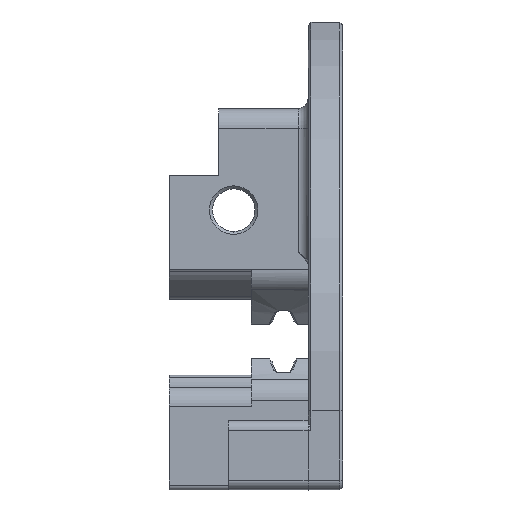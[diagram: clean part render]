
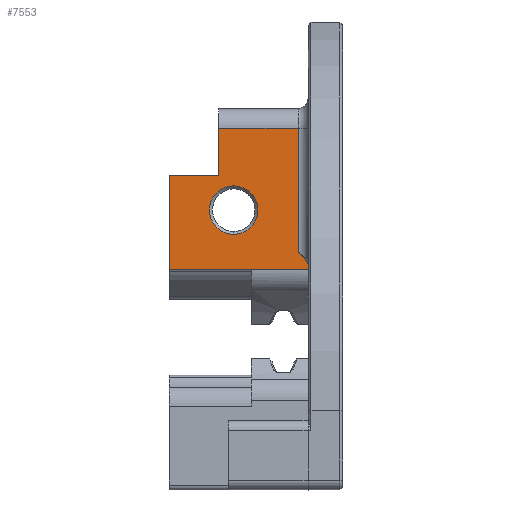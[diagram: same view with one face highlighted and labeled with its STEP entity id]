
A CAD part, front view. The second image highlights one B-rep face of the part: STEP entity #7553.
In plain terms, the highlighted planar face has unit normal (0, -1, 0).
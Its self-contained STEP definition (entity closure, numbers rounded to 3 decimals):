
#264 = DIRECTION ( 'NONE',  ( 0., 0., 1. ) ) ;
#302 = CARTESIAN_POINT ( 'NONE',  ( -10.323, -9.2, 7.341 ) ) ;
#352 = FACE_BOUND ( 'NONE', #8889, .T. ) ;
#456 = CARTESIAN_POINT ( 'NONE',  ( 10.759, -9.2, 7.25 ) ) ;
#517 = CIRCLE ( 'NONE', #6566, 2.447 ) ;
#792 = DIRECTION ( 'NONE',  ( 0., 0., -1. ) ) ;
#793 = CARTESIAN_POINT ( 'NONE',  ( -16.286, -9.2, 7.25 ) ) ;
#964 = LINE ( 'NONE', #5809, #6105 ) ;
#998 = VERTEX_POINT ( 'NONE', #3157 ) ;
#1113 = ORIENTED_EDGE ( 'NONE', *, *, #8453, .F. ) ;
#1118 = CARTESIAN_POINT ( 'NONE',  ( -24.575, -9.2, 7.25 ) ) ;
#1182 = AXIS2_PLACEMENT_3D ( 'NONE', #2354, #7348, #792 ) ;
#1194 = CARTESIAN_POINT ( 'NONE',  ( -18.075, -9.2, 15.697 ) ) ;
#1293 = DIRECTION ( 'NONE',  ( -1., 0., 0. ) ) ;
#1631 = CARTESIAN_POINT ( 'NONE',  ( -10.301, -9.2, 7.25 ) ) ;
#1799 = EDGE_CURVE ( 'NONE', #3086, #4535, #9908, .T. ) ;
#1949 = CARTESIAN_POINT ( 'NONE',  ( -10.624, -9.2, 7.922 ) ) ;
#1991 = DIRECTION ( 'NONE',  ( 0., -1., 0. ) ) ;
#2160 = ORIENTED_EDGE ( 'NONE', *, *, #6349, .T. ) ;
#2248 = CARTESIAN_POINT ( 'NONE',  ( -18.075, -9.2, 10.803 ) ) ;
#2252 = B_SPLINE_CURVE_WITH_KNOTS ( 'NONE', 3,
 ( #2669, #302, #5043, #6874, #9916, #1949, #4265, #7665, #7556, #5887 ),
 .UNSPECIFIED., .F., .F.,
 ( 4, 2, 2, 2, 4 ),
 ( -0.001, -0.001, -0.001, 0., 0.001 ),
 .UNSPECIFIED. ) ;
#2300 = CARTESIAN_POINT ( 'NONE',  ( 10.759, -9.2, 7.25 ) ) ;
#2311 = ORIENTED_EDGE ( 'NONE', *, *, #4039, .F. ) ;
#2354 = CARTESIAN_POINT ( 'NONE',  ( -18.075, -9.2, 13.25 ) ) ;
#2669 = CARTESIAN_POINT ( 'NONE',  ( -10.301, -9.2, 7.25 ) ) ;
#2710 = ORIENTED_EDGE ( 'NONE', *, *, #4212, .T. ) ;
#2873 = DIRECTION ( 'NONE',  ( 0., 1., 0. ) ) ;
#3086 = VERTEX_POINT ( 'NONE', #1194 ) ;
#3157 = CARTESIAN_POINT ( 'NONE',  ( -11.575, -9.2, 21.5 ) ) ;
#3218 = ORIENTED_EDGE ( 'NONE', *, *, #6216, .F. ) ;
#3267 = EDGE_LOOP ( 'NONE', ( #8486, #2710, #2160, #5744, #3218, #2311, #9518, #1113 ) ) ;
#3550 = DIRECTION ( 'NONE',  ( -1., 0., 0. ) ) ;
#3594 = VECTOR ( 'NONE', #264, 1000. ) ;
#3885 = LINE ( 'NONE', #2300, #3947 ) ;
#3947 = VECTOR ( 'NONE', #6928, 1000. ) ;
#4039 = EDGE_CURVE ( 'NONE', #6334, #4826, #9248, .T. ) ;
#4168 = ORIENTED_EDGE ( 'NONE', *, *, #1799, .T. ) ;
#4174 = DIRECTION ( 'NONE',  ( 0., 0., 1. ) ) ;
#4212 = EDGE_CURVE ( 'NONE', #7345, #998, #10169, .T. ) ;
#4265 = CARTESIAN_POINT ( 'NONE',  ( -10.735, -9.2, 8.074 ) ) ;
#4458 = CARTESIAN_POINT ( 'NONE',  ( -19.575, -9.2, 21.5 ) ) ;
#4535 = VERTEX_POINT ( 'NONE', #2248 ) ;
#4557 = EDGE_CURVE ( 'NONE', #7475, #6334, #3885, .T. ) ;
#4826 = VERTEX_POINT ( 'NONE', #5189 ) ;
#5043 = CARTESIAN_POINT ( 'NONE',  ( -10.356, -9.2, 7.43 ) ) ;
#5148 = DIRECTION ( 'NONE',  ( 0., 0., -1. ) ) ;
#5189 = CARTESIAN_POINT ( 'NONE',  ( -24.575, -9.2, 16.75 ) ) ;
#5469 = EDGE_CURVE ( 'NONE', #4535, #3086, #517, .T. ) ;
#5744 = ORIENTED_EDGE ( 'NONE', *, *, #9565, .F. ) ;
#5809 = CARTESIAN_POINT ( 'NONE',  ( -19.575, -9.2, 23.5 ) ) ;
#5887 = CARTESIAN_POINT ( 'NONE',  ( -11.575, -9.2, 9.075 ) ) ;
#5905 = VERTEX_POINT ( 'NONE', #7573 ) ;
#5907 = CARTESIAN_POINT ( 'NONE',  ( 10.759, -9.2, 21.5 ) ) ;
#5920 = VECTOR ( 'NONE', #1293, 1000. ) ;
#5991 = CARTESIAN_POINT ( 'NONE',  ( 10.759, -9.2, 7.25 ) ) ;
#6105 = VECTOR ( 'NONE', #4174, 1000. ) ;
#6216 = EDGE_CURVE ( 'NONE', #4826, #5905, #8397, .T. ) ;
#6334 = VERTEX_POINT ( 'NONE', #1118 ) ;
#6349 = EDGE_CURVE ( 'NONE', #998, #8471, #9939, .T. ) ;
#6373 = DIRECTION ( 'NONE',  ( 0., 0., 1. ) ) ;
#6566 = AXIS2_PLACEMENT_3D ( 'NONE', #9447, #2873, #8646 ) ;
#6723 = CARTESIAN_POINT ( 'NONE',  ( -24.575, -9.2, 16.75 ) ) ;
#6777 = PLANE ( 'NONE',  #8040 ) ;
#6874 = CARTESIAN_POINT ( 'NONE',  ( -10.434, -9.2, 7.6 ) ) ;
#6928 = DIRECTION ( 'NONE',  ( -1., 0., 0. ) ) ;
#7020 = LINE ( 'NONE', #456, #5920 ) ;
#7345 = VERTEX_POINT ( 'NONE', #8619 ) ;
#7348 = DIRECTION ( 'NONE',  ( 0., 1., 0. ) ) ;
#7472 = ORIENTED_EDGE ( 'NONE', *, *, #5469, .T. ) ;
#7475 = VERTEX_POINT ( 'NONE', #793 ) ;
#7553 = ADVANCED_FACE ( 'NONE', ( #352, #9971 ), #6777, .T. ) ;
#7556 = CARTESIAN_POINT ( 'NONE',  ( -11.325, -9.2, 8.797 ) ) ;
#7559 = DIRECTION ( 'NONE',  ( 1., 0., 0. ) ) ;
#7573 = CARTESIAN_POINT ( 'NONE',  ( -19.575, -9.2, 16.75 ) ) ;
#7665 = CARTESIAN_POINT ( 'NONE',  ( -11.078, -9.2, 8.517 ) ) ;
#8026 = EDGE_CURVE ( 'NONE', #9418, #7345, #2252, .T. ) ;
#8040 = AXIS2_PLACEMENT_3D ( 'NONE', #5991, #1991, #5148 ) ;
#8397 = LINE ( 'NONE', #6723, #9239 ) ;
#8453 = EDGE_CURVE ( 'NONE', #9418, #7475, #7020, .T. ) ;
#8471 = VERTEX_POINT ( 'NONE', #4458 ) ;
#8486 = ORIENTED_EDGE ( 'NONE', *, *, #8026, .T. ) ;
#8619 = CARTESIAN_POINT ( 'NONE',  ( -11.575, -9.2, 9.075 ) ) ;
#8646 = DIRECTION ( 'NONE',  ( 0., 0., -1. ) ) ;
#8732 = VECTOR ( 'NONE', #3550, 1000. ) ;
#8889 = EDGE_LOOP ( 'NONE', ( #7472, #4168 ) ) ;
#9239 = VECTOR ( 'NONE', #7559, 1000. ) ;
#9248 = LINE ( 'NONE', #9983, #3594 ) ;
#9418 = VERTEX_POINT ( 'NONE', #1631 ) ;
#9447 = CARTESIAN_POINT ( 'NONE',  ( -18.075, -9.2, 13.25 ) ) ;
#9518 = ORIENTED_EDGE ( 'NONE', *, *, #4557, .F. ) ;
#9565 = EDGE_CURVE ( 'NONE', #5905, #8471, #964, .T. ) ;
#9908 = CIRCLE ( 'NONE', #1182, 2.447 ) ;
#9916 = CARTESIAN_POINT ( 'NONE',  ( -10.478, -9.2, 7.682 ) ) ;
#9939 = LINE ( 'NONE', #5907, #8732 ) ;
#9971 = FACE_OUTER_BOUND ( 'NONE', #3267, .T. ) ;
#9983 = CARTESIAN_POINT ( 'NONE',  ( -24.575, -9.2, 7.25 ) ) ;
#10169 = LINE ( 'NONE', #10341, #10288 ) ;
#10288 = VECTOR ( 'NONE', #6373, 1000. ) ;
#10341 = CARTESIAN_POINT ( 'NONE',  ( -11.575, -9.2, 7.25 ) ) ;
